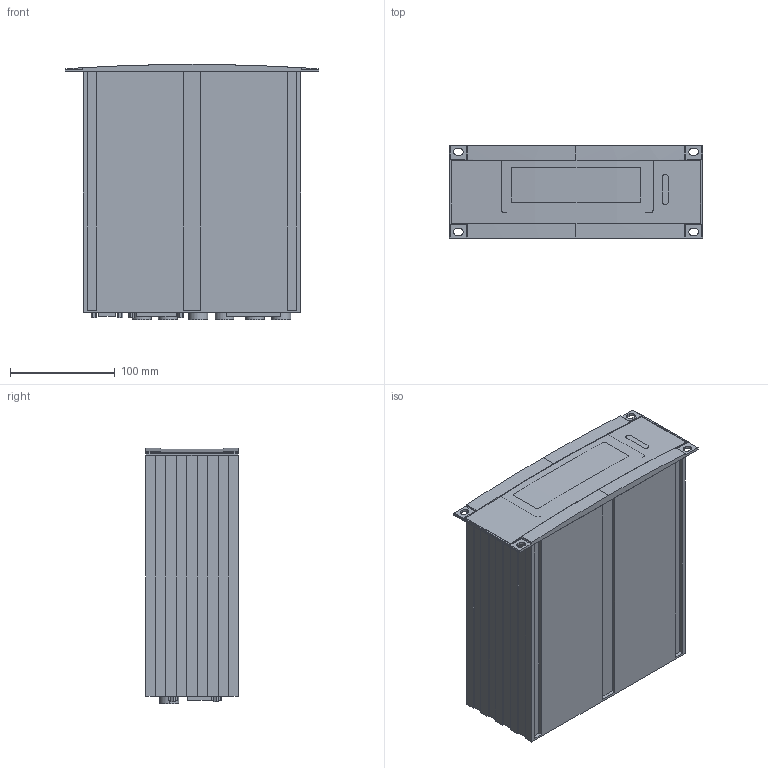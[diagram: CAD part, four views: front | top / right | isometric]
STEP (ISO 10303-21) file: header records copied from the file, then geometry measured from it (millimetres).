
FILE_DESCRIPTION((''),'2;1');
FILE_NAME('PTG28760.stp','2004-07-28T10:41:20',('GELH'),(''),'Autodesk Inventor (R) 6.0','Autodesk Inventor (R) 6.0','');
FILE_SCHEMA(('AUTOMOTIVE_DESIGN { 1 0 10303 214 1 1 1 1 }'));
Length unit declared in the file: millimetre
Products named in the file (1): PTG28760
Bounding box: 241 x 88 x 243 mm (x, y, z)
Volume: 4106657.1 mm3; surface area: 225381.1 mm2
Topology: 1 solids, 7 shells, 272 faces, 717 edges, 478 vertices
Faces by surface type: plane 199, cylinder 73
Entity records: 8516 total; most frequent: CARTESIAN_POINT 1602, ORIENTED_EDGE 1434, DIRECTION 1403, EDGE_CURVE 717, VECTOR 565, LINE 565, VERTEX_POINT 478, AXIS2_PLACEMENT_3D 419
